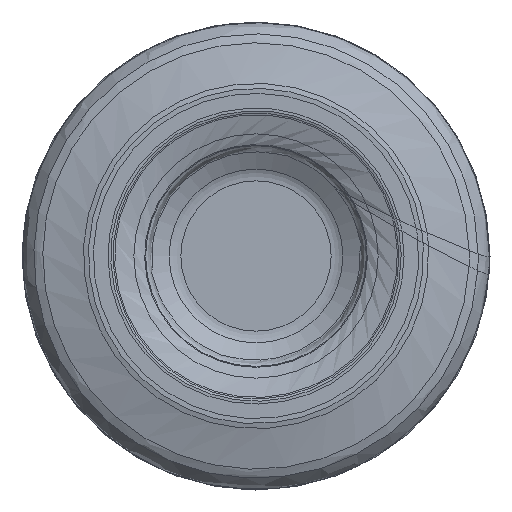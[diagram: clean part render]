
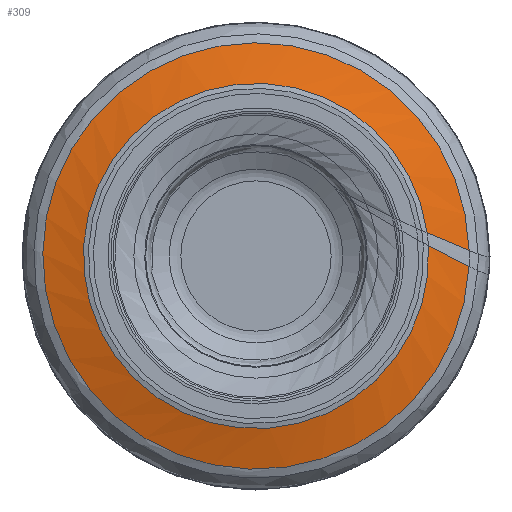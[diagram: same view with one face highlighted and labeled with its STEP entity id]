
A CAD part, left-side view. The second image highlights one B-rep face of the part: STEP entity #309.
In plain terms, the highlighted free-form (B-spline) face has degree [1, 3] with [2, 7] control points.
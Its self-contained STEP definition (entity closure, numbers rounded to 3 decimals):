
#62=(
BOUNDED_SURFACE()
B_SPLINE_SURFACE(1,3,((#1960,#1961,#1962,#1963,#1964,#1965,#1966),(#1967,
#1968,#1969,#1970,#1971,#1972,#1973)),.UNSPECIFIED.,.F.,.F.,.F.)
B_SPLINE_SURFACE_WITH_KNOTS((2,2),(4,3,4),(0.,1.),(0.,0.5,1.),
 .UNSPECIFIED.)
GEOMETRIC_REPRESENTATION_ITEM()
RATIONAL_B_SPLINE_SURFACE(((1.,0.346,0.346,1.,0.346,
0.346,1.),(1.,0.346,0.346,1.,0.346,
0.346,1.)))
REPRESENTATION_ITEM('')
SURFACE()
);
#94=LINE('',#1549,#146);
#95=LINE('',#1550,#147);
#146=VECTOR('',#1276,1.);
#147=VECTOR('',#1277,1.);
#309=ADVANCED_FACE('',(#378),#62,.F.);
#378=FACE_OUTER_BOUND('',#472,.T.);
#472=EDGE_LOOP('',(#662,#663,#664,#665));
#662=ORIENTED_EDGE('',*,*,#883,.F.);
#663=ORIENTED_EDGE('',*,*,#971,.F.);
#664=ORIENTED_EDGE('',*,*,#884,.F.);
#665=ORIENTED_EDGE('',*,*,#877,.T.);
#798=VERTEX_POINT('',#1515);
#800=VERTEX_POINT('',#1518);
#802=VERTEX_POINT('',#1547);
#803=VERTEX_POINT('',#1548);
#877=EDGE_CURVE('',#800,#798,#1016,.T.);
#883=EDGE_CURVE('',#802,#798,#94,.T.);
#884=EDGE_CURVE('',#800,#803,#95,.T.);
#971=EDGE_CURVE('',#803,#802,#1059,.T.);
#1016=CIRCLE('',#1122,7.377);
#1059=CIRCLE('',#1167,9.112);
#1122=AXIS2_PLACEMENT_3D('',#1517,#1265,#1266);
#1167=AXIS2_PLACEMENT_3D('',#1959,#1406,#1407);
#1265=DIRECTION('',(1.,0.,0.));
#1266=DIRECTION('',(0.,-0.998,0.06));
#1276=DIRECTION('',(-0.239,0.894,0.378));
#1277=DIRECTION('',(0.239,-0.864,-0.443));
#1406=DIRECTION('',(1.,0.,0.));
#1407=DIRECTION('',(0.,-0.999,-0.049));
#1515=CARTESIAN_POINT('',(0.094,-7.311,0.992));
#1517=CARTESIAN_POINT('',(0.094,0.,0.));
#1518=CARTESIAN_POINT('',(0.094,-7.364,0.445));
#1547=CARTESIAN_POINT('',(0.575,-9.109,0.232));
#1548=CARTESIAN_POINT('',(0.575,-9.101,-0.446));
#1549=CARTESIAN_POINT('',(0.094,-7.311,0.992));
#1550=CARTESIAN_POINT('',(0.094,-7.364,0.445));
#1959=CARTESIAN_POINT('',(0.575,0.,0.));
#1960=CARTESIAN_POINT('',(0.094,-7.364,0.445));
#1961=CARTESIAN_POINT('',(0.094,-8.222,-13.752));
#1962=CARTESIAN_POINT('',(0.094,5.956,-14.874));
#1963=CARTESIAN_POINT('',(0.094,7.342,-0.719));
#1964=CARTESIAN_POINT('',(0.094,8.728,13.436));
#1965=CARTESIAN_POINT('',(0.094,-5.399,15.086));
#1966=CARTESIAN_POINT('',(0.094,-7.311,0.992));
#1967=CARTESIAN_POINT('',(0.575,-9.101,-0.446));
#1968=CARTESIAN_POINT('',(0.575,-8.241,-17.993));
#1969=CARTESIAN_POINT('',(0.575,9.319,-17.459));
#1970=CARTESIAN_POINT('',(0.575,9.112,0.107));
#1971=CARTESIAN_POINT('',(0.575,8.904,17.674));
#1972=CARTESIAN_POINT('',(0.575,-8.663,17.793));
#1973=CARTESIAN_POINT('',(0.575,-9.109,0.232));
